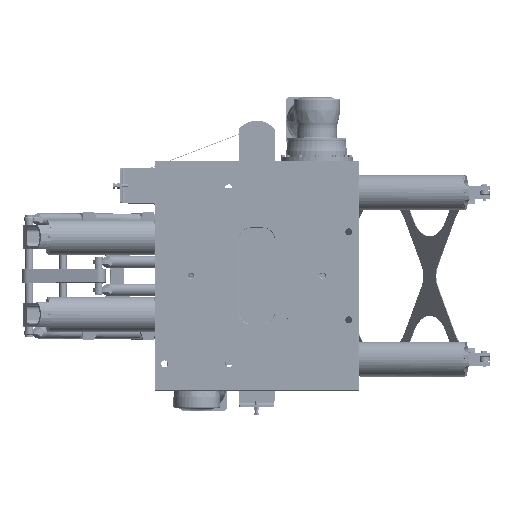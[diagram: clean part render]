
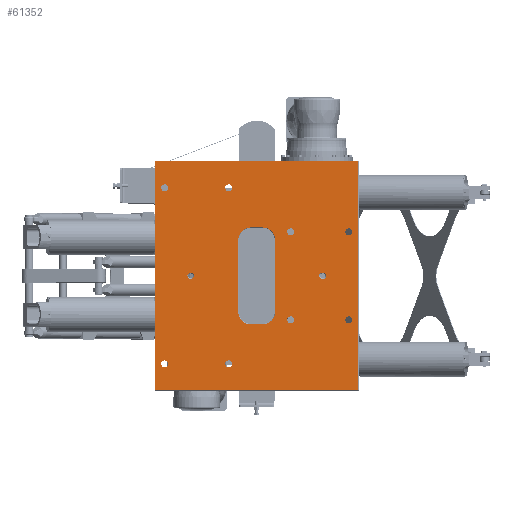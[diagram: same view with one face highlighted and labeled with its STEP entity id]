
A CAD part, top view. The second image highlights one B-rep face of the part: STEP entity #61352.
In plain terms, the highlighted planar face has unit normal (0, 0, 1).
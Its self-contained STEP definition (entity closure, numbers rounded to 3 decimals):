
#1492=FACE_BOUND('',#14116,.T.);
#1493=FACE_BOUND('',#14117,.T.);
#1494=FACE_BOUND('',#14118,.T.);
#1495=FACE_BOUND('',#14119,.T.);
#1496=FACE_BOUND('',#14120,.T.);
#1497=FACE_BOUND('',#14121,.T.);
#1498=FACE_BOUND('',#14122,.T.);
#1499=FACE_BOUND('',#14123,.T.);
#1500=FACE_BOUND('',#14124,.T.);
#1501=FACE_BOUND('',#14125,.T.);
#1502=FACE_BOUND('',#14126,.T.);
#6435=CIRCLE('',#66014,8.);
#6436=CIRCLE('',#66018,8.);
#6439=CIRCLE('',#66024,8.);
#6440=CIRCLE('',#66025,8.75);
#6441=CIRCLE('',#66026,8.75);
#6442=CIRCLE('',#66027,8.75);
#6443=CIRCLE('',#66028,8.75);
#6444=CIRCLE('',#66029,8.75);
#6445=CIRCLE('',#66030,8.75);
#6446=CIRCLE('',#66031,8.75);
#6447=CIRCLE('',#66032,8.75);
#6448=CIRCLE('',#66033,31.);
#6449=CIRCLE('',#66034,31.);
#6450=CIRCLE('',#66035,31.);
#6451=CIRCLE('',#66036,31.);
#10075=FACE_OUTER_BOUND('',#14115,.T.);
#14115=EDGE_LOOP('',(#45797,#45798,#45799,#45800));
#14116=EDGE_LOOP('',(#45801));
#14117=EDGE_LOOP('',(#45802));
#14118=EDGE_LOOP('',(#45803));
#14119=EDGE_LOOP('',(#45804));
#14120=EDGE_LOOP('',(#45805));
#14121=EDGE_LOOP('',(#45806));
#14122=EDGE_LOOP('',(#45807));
#14123=EDGE_LOOP('',(#45808));
#14124=EDGE_LOOP('',(#45809));
#14125=EDGE_LOOP('',(#45810,#45811,#45812,#45813,#45814,#45815,#45816,#45817));
#14126=EDGE_LOOP('',(#45818,#45819,#45820,#45821));
#19513=LINE('',#97161,#24382);
#19515=LINE('',#97166,#24384);
#19521=LINE('',#97184,#24390);
#19522=LINE('',#97186,#24391);
#19523=LINE('',#97188,#24392);
#19524=LINE('',#97189,#24393);
#19525=LINE('',#97210,#24394);
#19526=LINE('',#97214,#24395);
#19527=LINE('',#97218,#24396);
#19528=LINE('',#97222,#24397);
#24382=VECTOR('',#75049,10.);
#24384=VECTOR('',#75053,10.);
#24390=VECTOR('',#75073,10.);
#24391=VECTOR('',#75074,10.);
#24392=VECTOR('',#75075,10.);
#24393=VECTOR('',#75076,10.);
#24394=VECTOR('',#75095,10.);
#24395=VECTOR('',#75098,10.);
#24396=VECTOR('',#75101,10.);
#24397=VECTOR('',#75104,10.);
#29198=VERTEX_POINT('',#97148);
#29201=VERTEX_POINT('',#97153);
#29202=VERTEX_POINT('',#97157);
#29205=VERTEX_POINT('',#97164);
#29209=VERTEX_POINT('',#97182);
#29210=VERTEX_POINT('',#97183);
#29211=VERTEX_POINT('',#97185);
#29212=VERTEX_POINT('',#97187);
#29213=VERTEX_POINT('',#97190);
#29214=VERTEX_POINT('',#97192);
#29215=VERTEX_POINT('',#97194);
#29216=VERTEX_POINT('',#97196);
#29217=VERTEX_POINT('',#97198);
#29218=VERTEX_POINT('',#97200);
#29219=VERTEX_POINT('',#97202);
#29220=VERTEX_POINT('',#97204);
#29221=VERTEX_POINT('',#97206);
#29222=VERTEX_POINT('',#97208);
#29223=VERTEX_POINT('',#97209);
#29224=VERTEX_POINT('',#97211);
#29225=VERTEX_POINT('',#97213);
#29226=VERTEX_POINT('',#97215);
#29227=VERTEX_POINT('',#97217);
#29228=VERTEX_POINT('',#97219);
#29229=VERTEX_POINT('',#97221);
#35418=EDGE_CURVE('',#29201,#29198,#6435,.T.);
#35421=EDGE_CURVE('',#29198,#29202,#19513,.T.);
#35423=EDGE_CURVE('',#29205,#29201,#19515,.T.);
#35425=EDGE_CURVE('',#29202,#29205,#6436,.T.);
#35432=EDGE_CURVE('',#29209,#29210,#19521,.T.);
#35433=EDGE_CURVE('',#29211,#29209,#19522,.T.);
#35434=EDGE_CURVE('',#29212,#29211,#19523,.T.);
#35435=EDGE_CURVE('',#29210,#29212,#19524,.T.);
#35436=EDGE_CURVE('',#29213,#29213,#6439,.T.);
#35437=EDGE_CURVE('',#29214,#29214,#6440,.T.);
#35438=EDGE_CURVE('',#29215,#29215,#6441,.T.);
#35439=EDGE_CURVE('',#29216,#29216,#6442,.T.);
#35440=EDGE_CURVE('',#29217,#29217,#6443,.T.);
#35441=EDGE_CURVE('',#29218,#29218,#6444,.T.);
#35442=EDGE_CURVE('',#29219,#29219,#6445,.T.);
#35443=EDGE_CURVE('',#29220,#29220,#6446,.T.);
#35444=EDGE_CURVE('',#29221,#29221,#6447,.T.);
#35445=EDGE_CURVE('',#29222,#29223,#19525,.T.);
#35446=EDGE_CURVE('',#29224,#29222,#6448,.T.);
#35447=EDGE_CURVE('',#29225,#29224,#19526,.T.);
#35448=EDGE_CURVE('',#29226,#29225,#6449,.T.);
#35449=EDGE_CURVE('',#29227,#29226,#19527,.T.);
#35450=EDGE_CURVE('',#29228,#29227,#6450,.T.);
#35451=EDGE_CURVE('',#29229,#29228,#19528,.T.);
#35452=EDGE_CURVE('',#29223,#29229,#6451,.T.);
#45797=ORIENTED_EDGE('',*,*,#35432,.F.);
#45798=ORIENTED_EDGE('',*,*,#35433,.F.);
#45799=ORIENTED_EDGE('',*,*,#35434,.F.);
#45800=ORIENTED_EDGE('',*,*,#35435,.F.);
#45801=ORIENTED_EDGE('',*,*,#35436,.F.);
#45802=ORIENTED_EDGE('',*,*,#35437,.T.);
#45803=ORIENTED_EDGE('',*,*,#35438,.T.);
#45804=ORIENTED_EDGE('',*,*,#35439,.T.);
#45805=ORIENTED_EDGE('',*,*,#35440,.T.);
#45806=ORIENTED_EDGE('',*,*,#35441,.T.);
#45807=ORIENTED_EDGE('',*,*,#35442,.T.);
#45808=ORIENTED_EDGE('',*,*,#35443,.T.);
#45809=ORIENTED_EDGE('',*,*,#35444,.T.);
#45810=ORIENTED_EDGE('',*,*,#35445,.F.);
#45811=ORIENTED_EDGE('',*,*,#35446,.F.);
#45812=ORIENTED_EDGE('',*,*,#35447,.F.);
#45813=ORIENTED_EDGE('',*,*,#35448,.F.);
#45814=ORIENTED_EDGE('',*,*,#35449,.F.);
#45815=ORIENTED_EDGE('',*,*,#35450,.F.);
#45816=ORIENTED_EDGE('',*,*,#35451,.F.);
#45817=ORIENTED_EDGE('',*,*,#35452,.F.);
#45818=ORIENTED_EDGE('',*,*,#35418,.F.);
#45819=ORIENTED_EDGE('',*,*,#35423,.F.);
#45820=ORIENTED_EDGE('',*,*,#35425,.F.);
#45821=ORIENTED_EDGE('',*,*,#35421,.F.);
#58985=PLANE('',#66023);
#61352=ADVANCED_FACE('',(#10075,#1492,#1493,#1494,#1495,#1496,#1497,#1498,
#1499,#1500,#1501,#1502),#58985,.T.);
#66014=AXIS2_PLACEMENT_3D('',#97155,#75043,#75044);
#66018=AXIS2_PLACEMENT_3D('',#97169,#75057,#75058);
#66023=AXIS2_PLACEMENT_3D('',#97181,#75071,#75072);
#66024=AXIS2_PLACEMENT_3D('',#97191,#75077,#75078);
#66025=AXIS2_PLACEMENT_3D('',#97193,#75079,#75080);
#66026=AXIS2_PLACEMENT_3D('',#97195,#75081,#75082);
#66027=AXIS2_PLACEMENT_3D('',#97197,#75083,#75084);
#66028=AXIS2_PLACEMENT_3D('',#97199,#75085,#75086);
#66029=AXIS2_PLACEMENT_3D('',#97201,#75087,#75088);
#66030=AXIS2_PLACEMENT_3D('',#97203,#75089,#75090);
#66031=AXIS2_PLACEMENT_3D('',#97205,#75091,#75092);
#66032=AXIS2_PLACEMENT_3D('',#97207,#75093,#75094);
#66033=AXIS2_PLACEMENT_3D('',#97212,#75096,#75097);
#66034=AXIS2_PLACEMENT_3D('',#97216,#75099,#75100);
#66035=AXIS2_PLACEMENT_3D('',#97220,#75102,#75103);
#66036=AXIS2_PLACEMENT_3D('',#97223,#75105,#75106);
#75043=DIRECTION('center_axis',(0.,0.,1.));
#75044=DIRECTION('ref_axis',(1.,0.,0.));
#75049=DIRECTION('',(0.,1.,0.));
#75053=DIRECTION('',(0.,-1.,0.));
#75057=DIRECTION('center_axis',(0.,0.,1.));
#75058=DIRECTION('ref_axis',(-1.,0.,0.));
#75071=DIRECTION('center_axis',(0.,0.,1.));
#75072=DIRECTION('ref_axis',(1.,0.,0.));
#75073=DIRECTION('',(-1.,0.,0.));
#75074=DIRECTION('',(0.,-1.,0.));
#75075=DIRECTION('',(1.,0.,0.));
#75076=DIRECTION('',(0.,1.,0.));
#75077=DIRECTION('center_axis',(0.,0.,1.));
#75078=DIRECTION('ref_axis',(-1.,0.,0.));
#75079=DIRECTION('center_axis',(0.,0.,-1.));
#75080=DIRECTION('ref_axis',(1.,0.,0.));
#75081=DIRECTION('center_axis',(0.,0.,-1.));
#75082=DIRECTION('ref_axis',(1.,0.,0.));
#75083=DIRECTION('center_axis',(0.,0.,-1.));
#75084=DIRECTION('ref_axis',(1.,0.,0.));
#75085=DIRECTION('center_axis',(0.,0.,-1.));
#75086=DIRECTION('ref_axis',(1.,0.,0.));
#75087=DIRECTION('center_axis',(0.,0.,-1.));
#75088=DIRECTION('ref_axis',(1.,0.,0.));
#75089=DIRECTION('center_axis',(0.,0.,-1.));
#75090=DIRECTION('ref_axis',(1.,0.,0.));
#75091=DIRECTION('center_axis',(0.,0.,-1.));
#75092=DIRECTION('ref_axis',(1.,0.,0.));
#75093=DIRECTION('center_axis',(0.,0.,-1.));
#75094=DIRECTION('ref_axis',(1.,0.,0.));
#75095=DIRECTION('',(1.,0.,0.));
#75096=DIRECTION('center_axis',(0.,0.,1.));
#75097=DIRECTION('ref_axis',(-0.707,-0.707,0.));
#75098=DIRECTION('',(0.,-1.,0.));
#75099=DIRECTION('center_axis',(0.,0.,1.));
#75100=DIRECTION('ref_axis',(-0.707,0.707,0.));
#75101=DIRECTION('',(-1.,0.,0.));
#75102=DIRECTION('center_axis',(0.,0.,1.));
#75103=DIRECTION('ref_axis',(0.707,0.707,0.));
#75104=DIRECTION('',(0.,1.,0.));
#75105=DIRECTION('center_axis',(0.,0.,1.));
#75106=DIRECTION('ref_axis',(0.707,-0.707,0.));
#97148=CARTESIAN_POINT('',(8.,-166.,20.));
#97153=CARTESIAN_POINT('',(-8.,-166.,20.));
#97155=CARTESIAN_POINT('Origin',(0.,-166.,20.));
#97157=CARTESIAN_POINT('',(8.,-164.,20.));
#97161=CARTESIAN_POINT('',(8.,-158.,20.));
#97164=CARTESIAN_POINT('',(-8.,-164.,20.));
#97166=CARTESIAN_POINT('',(-8.,-157.,20.));
#97169=CARTESIAN_POINT('Origin',(0.,-164.,20.));
#97181=CARTESIAN_POINT('Origin',(277.25,-150.,20.));
#97182=CARTESIAN_POINT('',(286.,-254.,20.));
#97183=CARTESIAN_POINT('',(-286.,-254.,20.));
#97184=CARTESIAN_POINT('',(282.125,-254.,20.));
#97185=CARTESIAN_POINT('',(286.,254.,20.));
#97186=CARTESIAN_POINT('',(286.,-97.5,20.));
#97187=CARTESIAN_POINT('',(-286.,254.,20.));
#97188=CARTESIAN_POINT('',(88.625,254.,20.));
#97189=CARTESIAN_POINT('',(-286.,-202.5,20.));
#97190=CARTESIAN_POINT('',(8.,165.,20.));
#97191=CARTESIAN_POINT('Origin',(0.,165.,20.));
#97192=CARTESIAN_POINT('',(-101.25,-85.,20.));
#97193=CARTESIAN_POINT('Origin',(-110.,-85.,20.));
#97194=CARTESIAN_POINT('',(-101.25,-230.,20.));
#97195=CARTESIAN_POINT('Origin',(-110.,-230.,20.));
#97196=CARTESIAN_POINT('',(118.75,-85.,20.));
#97197=CARTESIAN_POINT('Origin',(110.,-85.,20.));
#97198=CARTESIAN_POINT('',(118.75,-230.,20.));
#97199=CARTESIAN_POINT('Origin',(110.,-230.,20.));
#97200=CARTESIAN_POINT('',(-211.25,230.,20.));
#97201=CARTESIAN_POINT('Origin',(-220.,230.,20.));
#97202=CARTESIAN_POINT('',(-211.25,70.,20.));
#97203=CARTESIAN_POINT('Origin',(-220.,70.,20.));
#97204=CARTESIAN_POINT('',(228.75,70.,20.));
#97205=CARTESIAN_POINT('Origin',(220.,70.,20.));
#97206=CARTESIAN_POINT('',(228.75,230.,20.));
#97207=CARTESIAN_POINT('Origin',(220.,230.,20.));
#97208=CARTESIAN_POINT('',(-90.,-46.,20.));
#97209=CARTESIAN_POINT('',(90.,-46.,20.));
#97210=CARTESIAN_POINT('',(138.625,-46.,20.));
#97211=CARTESIAN_POINT('',(-121.,-15.,20.));
#97212=CARTESIAN_POINT('Origin',(-90.,-15.,20.));
#97213=CARTESIAN_POINT('',(-121.,15.,20.));
#97214=CARTESIAN_POINT('',(-121.,-52.5,20.));
#97215=CARTESIAN_POINT('',(-90.,46.,20.));
#97216=CARTESIAN_POINT('Origin',(-90.,15.,20.));
#97217=CARTESIAN_POINT('',(90.,46.,20.));
#97218=CARTESIAN_POINT('',(198.625,46.,20.));
#97219=CARTESIAN_POINT('',(121.,15.,20.));
#97220=CARTESIAN_POINT('Origin',(90.,15.,20.));
#97221=CARTESIAN_POINT('',(121.,-15.,20.));
#97222=CARTESIAN_POINT('',(121.,-97.5,20.));
#97223=CARTESIAN_POINT('Origin',(90.,-15.,20.));
